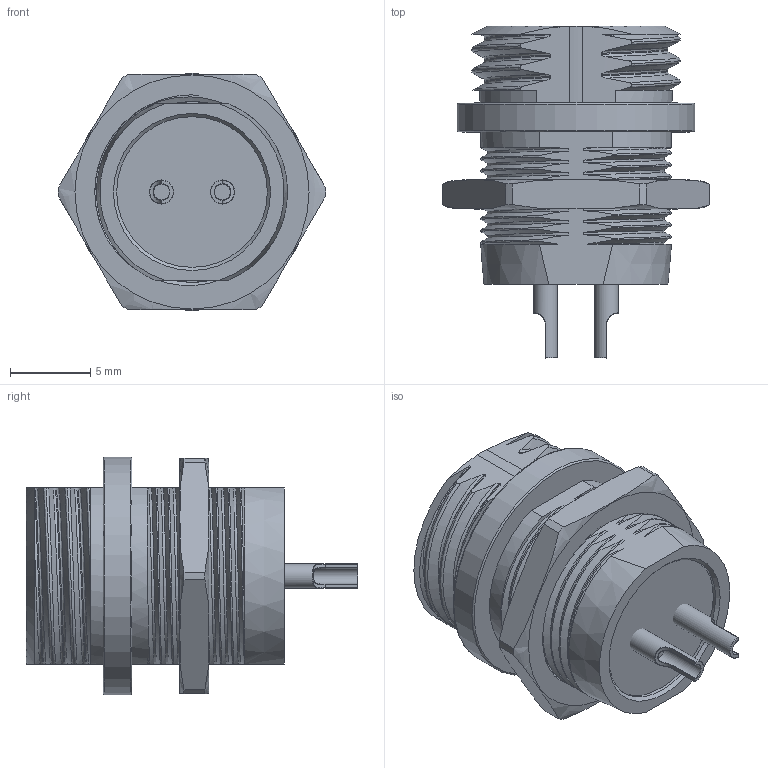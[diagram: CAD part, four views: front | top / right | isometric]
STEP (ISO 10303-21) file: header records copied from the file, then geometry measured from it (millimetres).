
FILE_DESCRIPTION(/* description */ (''),/* implementation_level */ '2;1');
FILE_NAME(/* name */ 'GX12-2P.step',/* time_stamp */ '2025-07-31T17:46:02+05:30',/* author */ (''),/* organization */ (''),/* preprocessor_version */ 'ST-DEVELOPER v20.1',/* originating_system */ 'Autodesk Translation Framework v14.10.0.0',/* authorisation */ '');
FILE_SCHEMA (('AUTOMOTIVE_DESIGN { 1 0 10303 214 3 1 1 }'));
Length unit declared in the file: millimetre
Products named in the file (2): 2025-07-31-17-46-02-163; 2025-07-31-17-46-02-163_1
Assembly tree (1 placements, depth 2):
  2025-07-31-17-46-02-163
    2025-07-31-17-46-02-163_1
Bounding box: 16.7 x 20.7 x 14.8 mm (x, y, z)
Volume: 1292.9 mm3; surface area: 2326.5 mm2
Topology: 5 solids, 5 shells, 231 faces, 630 edges, 409 vertices
Faces by surface type: cylinder 81, bspline 80, plane 45, torus 12, sphere 8, cone 5
Full cylindrical faces by diameter (mm): 1 x2, 1.15 x2, 1.5 x2, 9.4 x2, 11.283 x2, 12.124 x1, 14.8 x1
Entity records: 18764 total; most frequent: CARTESIAN_POINT 13627, ORIENTED_EDGE 1252, DIRECTION 745, EDGE_CURVE 626, VERTEX_POINT 409, B_SPLINE_CURVE_WITH_KNOTS 316, AXIS2_PLACEMENT_3D 289, EDGE_LOOP 239
